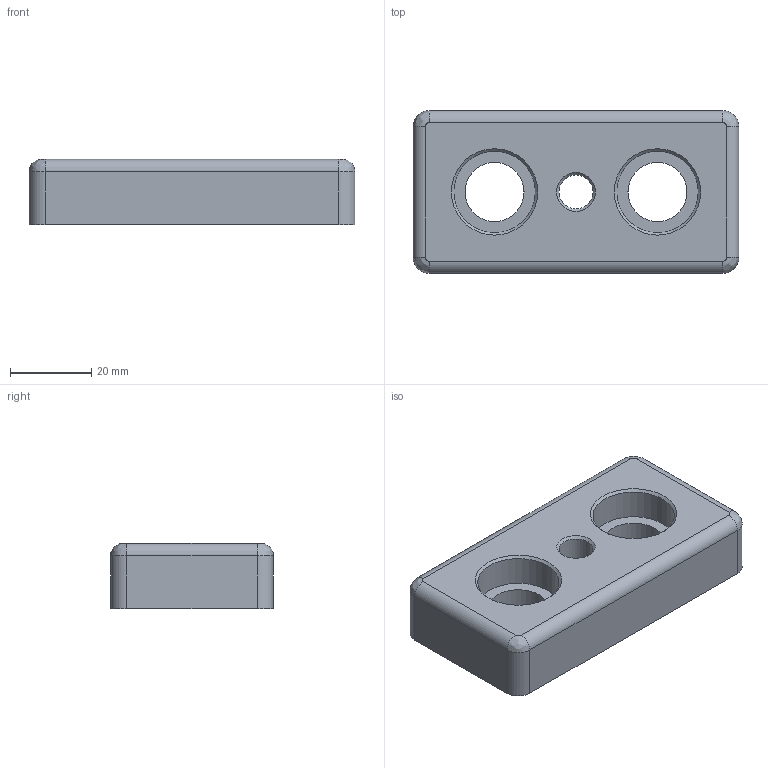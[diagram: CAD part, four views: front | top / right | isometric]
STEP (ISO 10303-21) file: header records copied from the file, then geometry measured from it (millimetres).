
FILE_DESCRIPTION(/* description */ ('KriTec Transport- und Fußplatte 10 Zn 80x40 M10'),/* implementation_level */ '2;1');
FILE_NAME(/* name */ '81258_KriTec_Transport-_und_Fußplatte_10_Zn_80x40_M10.stp',/* time_stamp */ '2021-05-05T15:07:04+02:00',/* author */ ('Nell'),/* organization */ (''),/* preprocessor_version */ 'ST-DEVELOPER v17',/* originating_system */ 'Autodesk Inventor 2018',/* authorisation */ '');
FILE_SCHEMA (('AUTOMOTIVE_DESIGN { 1 0 10303 214 3 1 1 }'));
Length unit declared in the file: millimetre
Products named in the file (1): 81258
Bounding box: 80 x 40 x 16 mm (x, y, z)
Volume: 41959.8 mm3; surface area: 11130.9 mm2
Topology: 1 solids, 1 shells, 28 faces, 68 edges, 44 vertices
Faces by surface type: cylinder 13, plane 8, bspline 4, cone 3
Full cylindrical faces by diameter (mm): 8.376 x1, 14.5 x2, 20 x2
Entity records: 907 total; most frequent: CARTESIAN_POINT 173, DIRECTION 158, ORIENTED_EDGE 136, EDGE_CURVE 68, AXIS2_PLACEMENT_3D 65, VERTEX_POINT 44, CIRCLE 40, EDGE_LOOP 36
